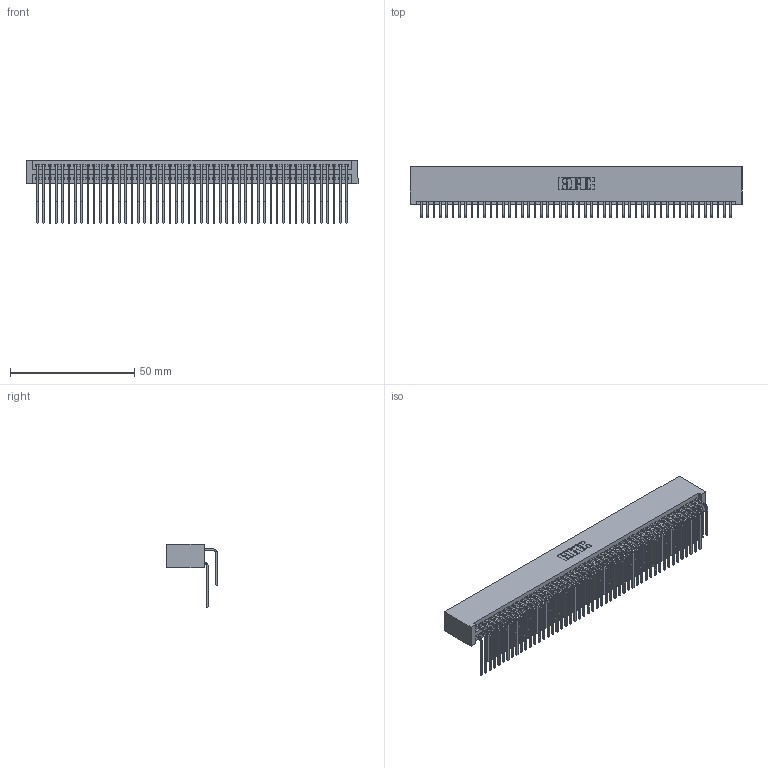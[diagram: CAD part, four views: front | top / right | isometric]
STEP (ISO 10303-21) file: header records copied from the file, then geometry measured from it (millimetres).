
FILE_DESCRIPTION (( 'STEP AP203' ), '1' );
FILE_NAME ('345-100-559-201.STEP', '2018-10-05T17:20:49', ( '' ), ( '' ), 'SwSTEP 2.0', 'SolidWorks 2016', '' );
FILE_SCHEMA (( 'CONFIG_CONTROL_DESIGN' ));
Length unit declared in the file: inch
Products named in the file (4): 345-100-559-201; 345 Part_No Mounting Lugs; 345-292-001_559 Tail - 2; 345-292-001_558 559 Tail - 1
Assembly tree (101 placements, depth 2):
  345-100-559-201
    345 Part_No Mounting Lugs
    345-292-001_558 559 Tail - 1  x50
    345-292-001_559 Tail - 2  x50
Bounding box: 133.6 x 20.56 x 25.53 mm (x, y, z)
Volume: 14245.5 mm3; surface area: 24228.1 mm2
Topology: 101 solids, 101 shells, 5318 faces, 15817 edges, 10410 vertices
Faces by surface type: plane 3576, cylinder 1742
Entity records: 39529 total; most frequent: CARTESIAN_POINT 6663, ORIENTED_EDGE 6546, DIRECTION 5833, EDGE_CURVE 3273, LINE 2909, VECTOR 2909, VERTEX_POINT 2178, AXIS2_PLACEMENT_3D 1462
